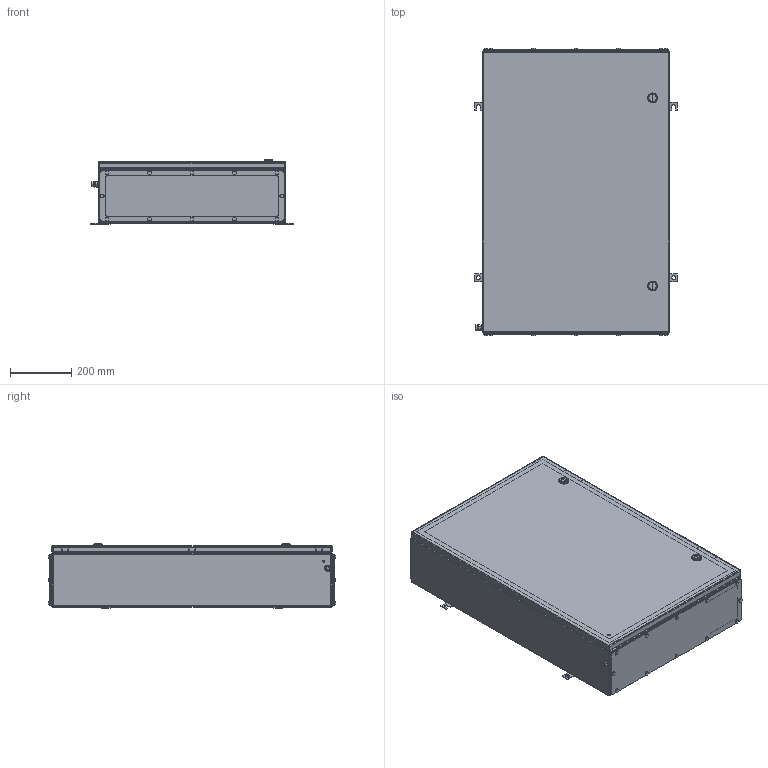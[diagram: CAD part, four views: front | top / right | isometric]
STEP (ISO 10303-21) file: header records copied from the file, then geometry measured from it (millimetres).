
FILE_DESCRIPTION(('CATIA V5 STEP Exchange','CAx-IF Rec.Pracs.--- Model Styling and Organization---1.4--- 2014-01-23'),'2;1');
FILE_NAME ('008868-5_4_1200960000_1200960000.stp','2019-09-23T10:47:38+00:00',('none'),('Weidmueller'),'CATIA Version 5-6 Release 2016 SP3 HF44','CATIA V5 STEP AP214','none');
FILE_SCHEMA(('AUTOMOTIVE_DESIGN { 1 0 10303 214 1 1 1 1 }'));
Products named in the file (1): ZUB_KTB_QL_916120_2GP
Bounding box: 661 x 936 x 209.8 mm (x, y, z)
Volume: 3588185.7 mm3; surface area: 4141826.7 mm2
Topology: 108 solids, 110 shells, 2116 faces, 4850 edges, 3045 vertices
Faces by surface type: cylinder 930, plane 922, cone 210, sphere 24, torus 22, bspline 8
Entity records: 57350 total; most frequent: CARTESIAN_POINT 12502, ORIENTED_EDGE 9512, DIRECTION 7547, EDGE_CURVE 4756, AXIS2_PLACEMENT_3D 3317, VERTEX_POINT 3045, VECTOR 2656, LINE 2656
